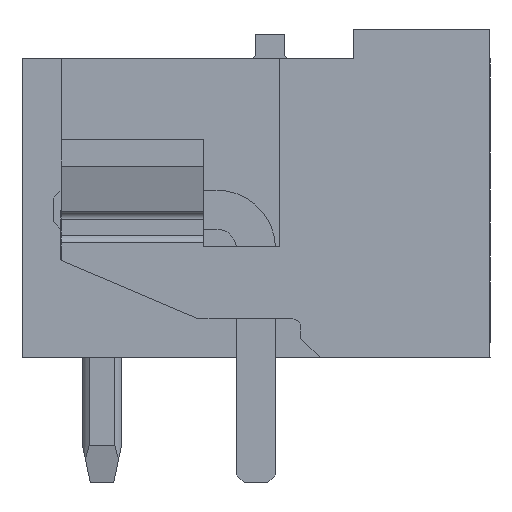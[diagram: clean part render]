
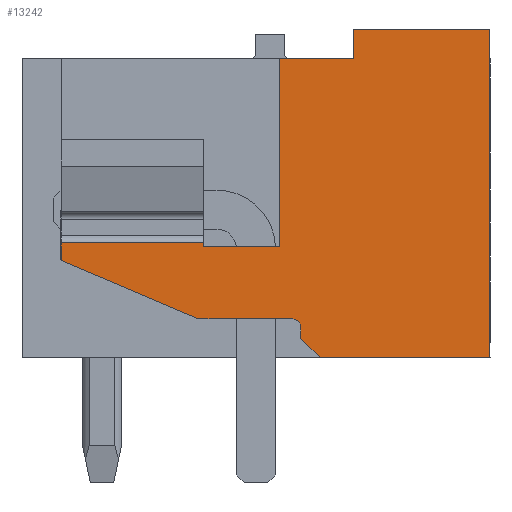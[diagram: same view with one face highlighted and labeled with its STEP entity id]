
A CAD part, left-side view. The second image highlights one B-rep face of the part: STEP entity #13242.
In plain terms, the highlighted planar face has unit normal (-1, 0, 0).
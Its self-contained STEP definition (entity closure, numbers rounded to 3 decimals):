
#12986=AXIS2_PLACEMENT_3D('Circle Axis2P3D',#12984,#12985,$) ;
#13213=AXIS2_PLACEMENT_3D('Plane Axis2P3D',#13210,#13211,#13212) ;
#269=CARTESIAN_POINT('Vertex',(0.,3.5,11.63)) ;
#272=CARTESIAN_POINT('Line Origine',(0.,1.75,11.63)) ;
#276=CARTESIAN_POINT('Vertex',(0.,0.,11.63)) ;
#903=CARTESIAN_POINT('Vertex',(0.,5.4,10.88)) ;
#906=CARTESIAN_POINT('Line Origine',(0.,4.45,10.88)) ;
#910=CARTESIAN_POINT('Vertex',(0.,3.5,10.88)) ;
#1406=CARTESIAN_POINT('Vertex',(0.,0.,3.2)) ;
#1409=CARTESIAN_POINT('Line Origine',(0.,2.177,3.2)) ;
#1413=CARTESIAN_POINT('Vertex',(0.,4.354,3.2)) ;
#6514=CARTESIAN_POINT('Line Origine',(0.,0.,7.415)) ;
#12534=CARTESIAN_POINT('Vertex',(0.,7.35,6.15)) ;
#12537=CARTESIAN_POINT('Line Origine',(0.,7.35,6.1)) ;
#12541=CARTESIAN_POINT('Vertex',(0.,7.35,6.05)) ;
#12648=CARTESIAN_POINT('Line Origine',(0.,9.175,6.15)) ;
#12652=CARTESIAN_POINT('Vertex',(0.,11.,6.15)) ;
#12874=CARTESIAN_POINT('Vertex',(0.,7.464,4.2)) ;
#12879=CARTESIAN_POINT('Line Origine',(0.,9.232,4.95)) ;
#12883=CARTESIAN_POINT('Vertex',(0.,11.,5.7)) ;
#12914=CARTESIAN_POINT('Vertex',(0.,5.054,4.2)) ;
#12919=CARTESIAN_POINT('Line Origine',(0.,6.259,4.2)) ;
#12979=CARTESIAN_POINT('Vertex',(0.,4.854,4.)) ;
#12984=CARTESIAN_POINT('Axis2P3D Location',(0.,5.054,4.)) ;
#13010=CARTESIAN_POINT('Vertex',(0.,4.854,3.7)) ;
#13015=CARTESIAN_POINT('Line Origine',(0.,4.854,3.85)) ;
#13037=CARTESIAN_POINT('Line Origine',(0.,4.604,3.45)) ;
#13063=CARTESIAN_POINT('Vertex',(0.,5.4,6.05)) ;
#13068=CARTESIAN_POINT('Line Origine',(0.,5.4,8.465)) ;
#13118=CARTESIAN_POINT('Line Origine',(0.,6.375,6.05)) ;
#13210=CARTESIAN_POINT('Axis2P3D Location',(0.,0.,0.)) ;
#13215=CARTESIAN_POINT('Line Origine',(0.,11.,5.925)) ;
#13220=CARTESIAN_POINT('Line Origine',(0.,3.5,11.255)) ;
#273=DIRECTION('Vector Direction',(0.,-1.,0.)) ;
#907=DIRECTION('Vector Direction',(0.,1.,0.)) ;
#1410=DIRECTION('Vector Direction',(0.,1.,0.)) ;
#6515=DIRECTION('Vector Direction',(0.,0.,-1.)) ;
#12538=DIRECTION('Vector Direction',(0.,0.,1.)) ;
#12649=DIRECTION('Vector Direction',(0.,1.,0.)) ;
#12880=DIRECTION('Vector Direction',(0.,-0.921,-0.391)) ;
#12920=DIRECTION('Vector Direction',(0.,-1.,0.)) ;
#12985=DIRECTION('Axis2P3D Direction',(-1.,0.,0.)) ;
#13016=DIRECTION('Vector Direction',(0.,0.,-1.)) ;
#13038=DIRECTION('Vector Direction',(0.,-0.707,-0.707)) ;
#13069=DIRECTION('Vector Direction',(0.,0.,1.)) ;
#13119=DIRECTION('Vector Direction',(0.,1.,0.)) ;
#13211=DIRECTION('Axis2P3D Direction',(-1.,0.,0.)) ;
#13212=DIRECTION('Axis2P3D XDirection',(0.,-1.,0.)) ;
#13216=DIRECTION('Vector Direction',(0.,0.,-1.)) ;
#13221=DIRECTION('Vector Direction',(0.,0.,1.)) ;
#274=VECTOR('Line Direction',#273,1.) ;
#908=VECTOR('Line Direction',#907,1.) ;
#1411=VECTOR('Line Direction',#1410,1.) ;
#6516=VECTOR('Line Direction',#6515,1.) ;
#12539=VECTOR('Line Direction',#12538,1.) ;
#12650=VECTOR('Line Direction',#12649,1.) ;
#12881=VECTOR('Line Direction',#12880,1.) ;
#12921=VECTOR('Line Direction',#12920,1.) ;
#13017=VECTOR('Line Direction',#13016,1.) ;
#13039=VECTOR('Line Direction',#13038,1.) ;
#13070=VECTOR('Line Direction',#13069,1.) ;
#13120=VECTOR('Line Direction',#13119,1.) ;
#13217=VECTOR('Line Direction',#13216,1.) ;
#13222=VECTOR('Line Direction',#13221,1.) ;
#13226=ORIENTED_EDGE('',*,*,#12543,.T.) ;
#13227=ORIENTED_EDGE('',*,*,#12654,.T.) ;
#13228=ORIENTED_EDGE('',*,*,#13219,.F.) ;
#13229=ORIENTED_EDGE('',*,*,#12885,.F.) ;
#13230=ORIENTED_EDGE('',*,*,#12923,.F.) ;
#13231=ORIENTED_EDGE('',*,*,#12988,.F.) ;
#13232=ORIENTED_EDGE('',*,*,#13019,.F.) ;
#13233=ORIENTED_EDGE('',*,*,#13041,.F.) ;
#13234=ORIENTED_EDGE('',*,*,#1415,.T.) ;
#13235=ORIENTED_EDGE('',*,*,#6518,.T.) ;
#13236=ORIENTED_EDGE('',*,*,#278,.T.) ;
#13237=ORIENTED_EDGE('',*,*,#13224,.T.) ;
#13238=ORIENTED_EDGE('',*,*,#912,.T.) ;
#13239=ORIENTED_EDGE('',*,*,#13072,.F.) ;
#13240=ORIENTED_EDGE('',*,*,#13122,.F.) ;
#13242=ADVANCED_FACE('Housing',(#13241),#13214,.T.) ;
#12987=CIRCLE('generated circle',#12986,0.2) ;
#278=EDGE_CURVE('',#277,#270,#275,.F.) ;
#912=EDGE_CURVE('',#911,#904,#909,.T.) ;
#1415=EDGE_CURVE('',#1414,#1407,#1412,.F.) ;
#6518=EDGE_CURVE('',#1407,#277,#6517,.F.) ;
#12543=EDGE_CURVE('',#12542,#12535,#12540,.T.) ;
#12654=EDGE_CURVE('',#12535,#12653,#12651,.T.) ;
#12885=EDGE_CURVE('',#12875,#12884,#12882,.F.) ;
#12923=EDGE_CURVE('',#12915,#12875,#12922,.F.) ;
#12988=EDGE_CURVE('',#12980,#12915,#12987,.T.) ;
#13019=EDGE_CURVE('',#13011,#12980,#13018,.F.) ;
#13041=EDGE_CURVE('',#1414,#13011,#13040,.F.) ;
#13072=EDGE_CURVE('',#13064,#904,#13071,.T.) ;
#13122=EDGE_CURVE('',#12542,#13064,#13121,.F.) ;
#13219=EDGE_CURVE('',#12884,#12653,#13218,.F.) ;
#13224=EDGE_CURVE('',#270,#911,#13223,.F.) ;
#13225=EDGE_LOOP('',(#13226,#13227,#13228,#13229,#13230,#13231,#13232,#13233,#13234,#13235,#13236,#13237,#13238,#13239,#13240)) ;
#13241=FACE_OUTER_BOUND('',#13225,.T.) ;
#275=LINE('Line',#272,#274) ;
#909=LINE('Line',#906,#908) ;
#1412=LINE('Line',#1409,#1411) ;
#6517=LINE('Line',#6514,#6516) ;
#12540=LINE('Line',#12537,#12539) ;
#12651=LINE('Line',#12648,#12650) ;
#12882=LINE('Line',#12879,#12881) ;
#12922=LINE('Line',#12919,#12921) ;
#13018=LINE('Line',#13015,#13017) ;
#13040=LINE('Line',#13037,#13039) ;
#13071=LINE('Line',#13068,#13070) ;
#13121=LINE('Line',#13118,#13120) ;
#13218=LINE('Line',#13215,#13217) ;
#13223=LINE('Line',#13220,#13222) ;
#13214=PLANE('',#13213) ;
#270=VERTEX_POINT('',#269) ;
#277=VERTEX_POINT('',#276) ;
#904=VERTEX_POINT('',#903) ;
#911=VERTEX_POINT('',#910) ;
#1407=VERTEX_POINT('',#1406) ;
#1414=VERTEX_POINT('',#1413) ;
#12535=VERTEX_POINT('',#12534) ;
#12542=VERTEX_POINT('',#12541) ;
#12653=VERTEX_POINT('',#12652) ;
#12875=VERTEX_POINT('',#12874) ;
#12884=VERTEX_POINT('',#12883) ;
#12915=VERTEX_POINT('',#12914) ;
#12980=VERTEX_POINT('',#12979) ;
#13011=VERTEX_POINT('',#13010) ;
#13064=VERTEX_POINT('',#13063) ;
